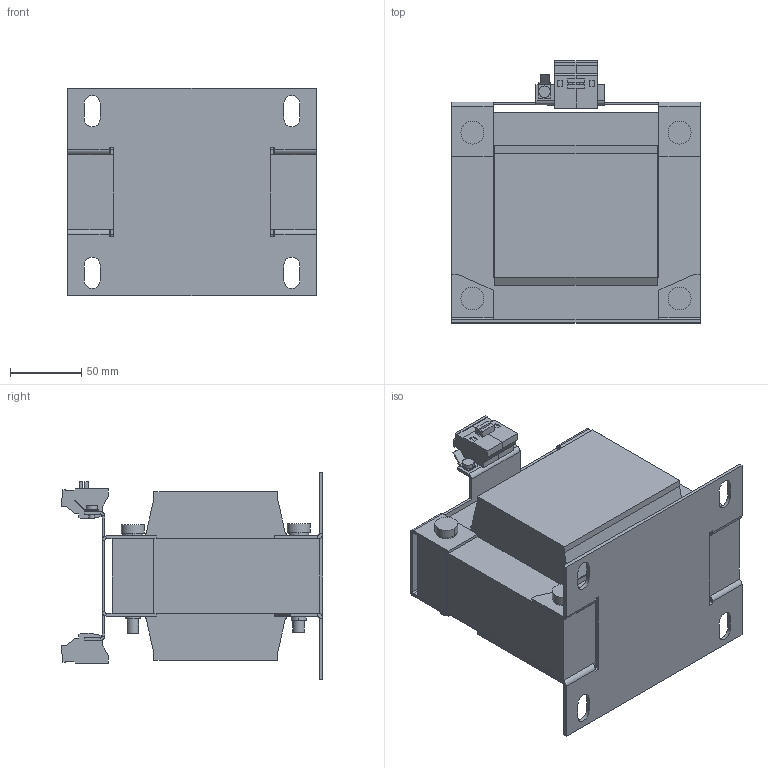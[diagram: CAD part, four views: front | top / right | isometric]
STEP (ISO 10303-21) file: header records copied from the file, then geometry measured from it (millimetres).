
FILE_DESCRIPTION (( 'STEP AP214' ), '1' );
FILE_NAME ('210516.STEP', '2020-07-17T11:00:22', ( '' ), ( '' ), 'SwSTEP 2.0', 'SolidWorks 2018', '' );
FILE_SCHEMA (( 'AUTOMOTIVE_DESIGN' ));
Length unit declared in the file: millimetre
Products named in the file (1): 210516
Bounding box: 174 x 183.2 x 145 mm (x, y, z)
Volume: 2116343.9 mm3; surface area: 224805.5 mm2
Topology: 1 solids, 1 shells, 410 faces, 1033 edges, 637 vertices
Faces by surface type: plane 318, cylinder 92
Entity records: 12105 total; most frequent: CARTESIAN_POINT 2081, ORIENTED_EDGE 2066, DIRECTION 2045, EDGE_CURVE 1033, VECTOR 843, LINE 843, VERTEX_POINT 637, AXIS2_PLACEMENT_3D 601
